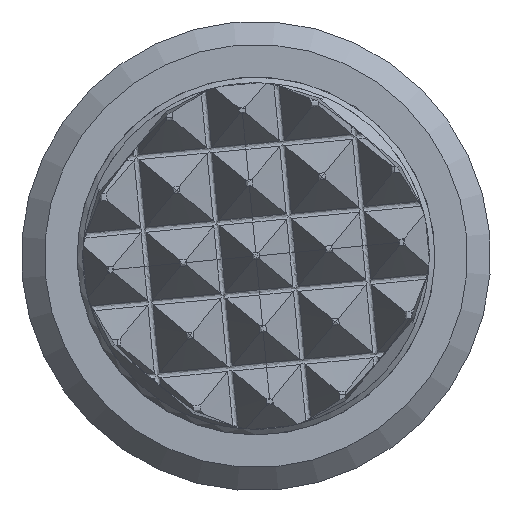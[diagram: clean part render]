
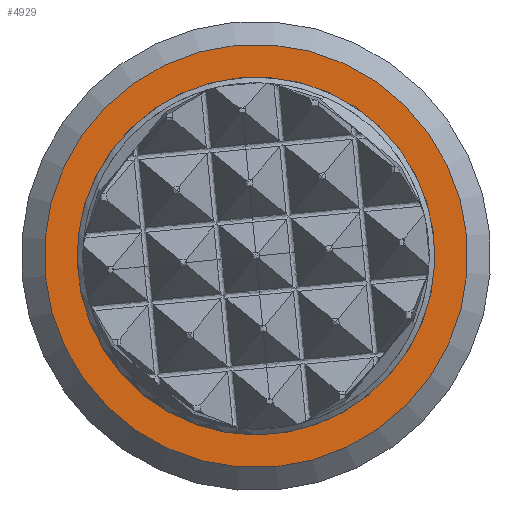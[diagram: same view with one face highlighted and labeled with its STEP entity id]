
A CAD part, left-side view. The second image highlights one B-rep face of the part: STEP entity #4929.
In plain terms, the highlighted planar face has unit normal (-1, 0, 0).
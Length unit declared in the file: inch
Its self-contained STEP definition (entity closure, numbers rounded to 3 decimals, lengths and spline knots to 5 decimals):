
#283 = PLANE ( 'NONE',  #10993 ) ;
#405 = DIRECTION ( 'NONE',  ( 1., 0., 0. ) ) ;
#419 = DIRECTION ( 'NONE',  ( 0., 0.094, 0.996 ) ) ;
#454 = CARTESIAN_POINT ( 'NONE',  ( -0.61651, 0.00519, 0.05475 ) ) ;
#820 = DIRECTION ( 'NONE',  ( 0., 0.094, 0.996 ) ) ;
#1792 = AXIS2_PLACEMENT_3D ( 'NONE', #4515, #6545, #820 ) ;
#2011 = CIRCLE ( 'NONE', #9699, 0.0465 ) ;
#3059 = CARTESIAN_POINT ( 'NONE',  ( -0.61651, 0., 0. ) ) ;
#4102 = VERTEX_POINT ( 'NONE', #9651 ) ;
#4515 = CARTESIAN_POINT ( 'NONE',  ( -0.61651, 0., 0. ) ) ;
#4929 = ADVANCED_FACE ( 'NONE', ( #4980, #5838 ), #283, .F. ) ;
#4980 = FACE_OUTER_BOUND ( 'NONE', #8381, .T. ) ;
#5838 = FACE_BOUND ( 'NONE', #11563, .T. ) ;
#5880 = VERTEX_POINT ( 'NONE', #454 ) ;
#6545 = DIRECTION ( 'NONE',  ( -1., 0., 0. ) ) ;
#6689 = ORIENTED_EDGE ( 'NONE', *, *, #9227, .T. ) ;
#7095 = CIRCLE ( 'NONE', #1792, 0.055 ) ;
#8381 = EDGE_LOOP ( 'NONE', ( #6689 ) ) ;
#9227 = EDGE_CURVE ( 'NONE', #5880, #5880, #7095, .T. ) ;
#9651 = CARTESIAN_POINT ( 'NONE',  ( -0.61651, 0.00439, 0.04629 ) ) ;
#9667 = DIRECTION ( 'NONE',  ( 0., 0.094, 0.996 ) ) ;
#9699 = AXIS2_PLACEMENT_3D ( 'NONE', #9863, #10728, #419 ) ;
#9863 = CARTESIAN_POINT ( 'NONE',  ( -0.61651, 0., 0. ) ) ;
#10279 = ORIENTED_EDGE ( 'NONE', *, *, #10663, .T. ) ;
#10663 = EDGE_CURVE ( 'NONE', #4102, #4102, #2011, .T. ) ;
#10728 = DIRECTION ( 'NONE',  ( 1., 0., 0. ) ) ;
#10993 = AXIS2_PLACEMENT_3D ( 'NONE', #3059, #405, #9667 ) ;
#11563 = EDGE_LOOP ( 'NONE', ( #10279 ) ) ;
